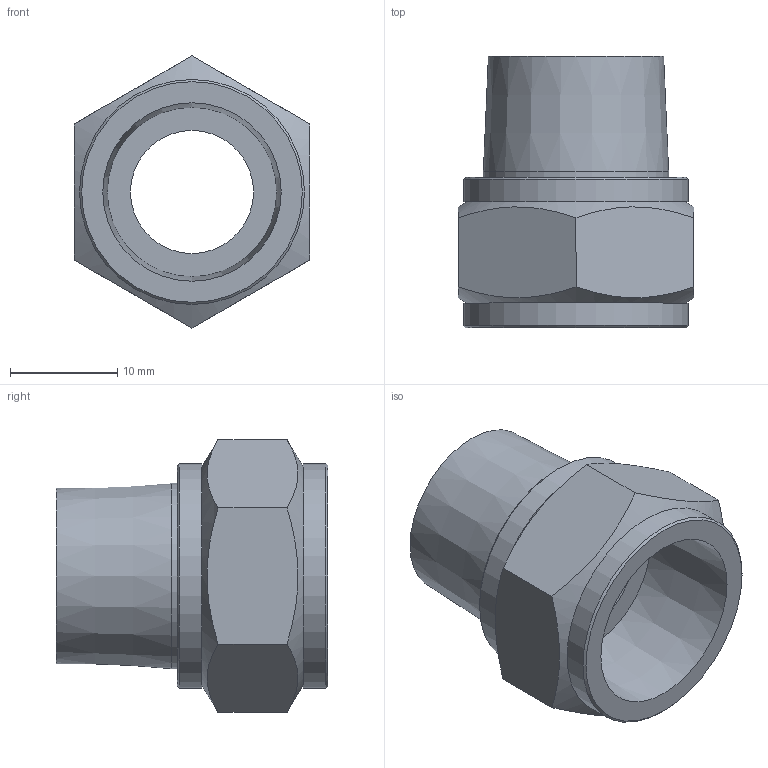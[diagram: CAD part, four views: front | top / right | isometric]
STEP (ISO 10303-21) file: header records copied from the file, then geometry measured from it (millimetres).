
FILE_DESCRIPTION(/* description */ ('Unknown'),/* implementation_level */ '2;1');
FILE_NAME(/* name */ 'A5.3;8.3;8',/* time_stamp */ '2019-05-09T10:42:30-04:00',/* author */ ('Unknown'),/* organization */ ('Unknown'),/* preprocessor_version */ 'ST-DEVELOPER v16.7',/* originating_system */ 'DEX',/* authorisation */ $);
FILE_SCHEMA (('AUTOMOTIVE_DESIGN {1 0 10303 214 3 1 1}'));
Length unit declared in the file: millimetre
Products named in the file (1): A5.3;8.3;8
Bounding box: 22 x 25.35 x 25.4 mm (x, y, z)
Volume: 4352.1 mm3; surface area: 3233.1 mm2
Topology: 1 solids, 1 shells, 22 faces, 47 edges, 31 vertices
Faces by surface type: plane 12, cone 6, cylinder 4
Full cylindrical faces by diameter (mm): 11.5 x1, 17.3 x1, 21 x2
Entity records: 742 total; most frequent: CARTESIAN_POINT 155, DIRECTION 82, ORIENTED_EDGE 66, EDGE_LOOP 38, FACE_BOUND 38, AXIS2_PLACEMENT_3D 38, EDGE_CURVE 33, VERTEX_POINT 27
